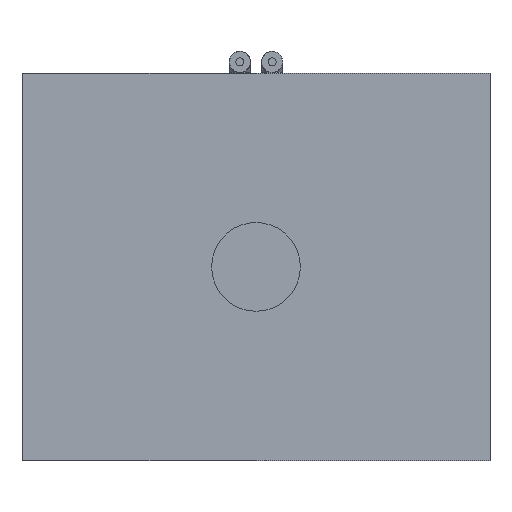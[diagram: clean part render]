
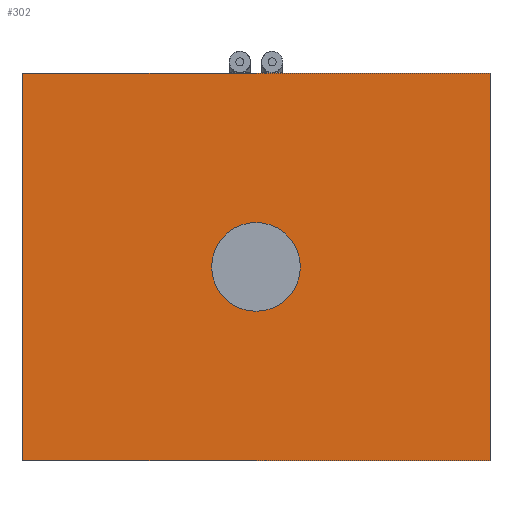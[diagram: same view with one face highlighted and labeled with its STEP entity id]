
A CAD part, left-side view. The second image highlights one B-rep face of the part: STEP entity #302.
In plain terms, the highlighted planar face has unit normal (-1, 0, 0).
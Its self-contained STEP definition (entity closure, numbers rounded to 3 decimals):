
#302 = ADVANCED_FACE( '', ( #591, #592 ), #593, .T. );
#591 = FACE_BOUND( '', #899, .T. );
#592 = FACE_OUTER_BOUND( '', #900, .T. );
#593 = PLANE( '', #901 );
#899 = EDGE_LOOP( '', ( #1398 ) );
#900 = EDGE_LOOP( '', ( #1399, #1400, #1401, #1402 ) );
#901 = AXIS2_PLACEMENT_3D( '', #1403, #1404, #1405 );
#1398 = ORIENTED_EDGE( '', *, *, #1768, .F. );
#1399 = ORIENTED_EDGE( '', *, *, #1796, .F. );
#1400 = ORIENTED_EDGE( '', *, *, #1797, .F. );
#1401 = ORIENTED_EDGE( '', *, *, #1798, .T. );
#1402 = ORIENTED_EDGE( '', *, *, #1742, .T. );
#1403 = CARTESIAN_POINT( '', ( -20., -14.5, -12. ) );
#1404 = DIRECTION( '', ( -1., 0., 0. ) );
#1405 = DIRECTION( '', ( 0., 0., 1. ) );
#1742 = EDGE_CURVE( '', #2043, #2040, #2044, .T. );
#1768 = EDGE_CURVE( '', #2080, #2080, #2081, .T. );
#1796 = EDGE_CURVE( '', #2119, #2040, #2120, .T. );
#1797 = EDGE_CURVE( '', #2121, #2119, #2122, .T. );
#1798 = EDGE_CURVE( '', #2121, #2043, #2123, .T. );
#2040 = VERTEX_POINT( '', #2513 );
#2043 = VERTEX_POINT( '', #2517 );
#2044 = LINE( '', #2518, #2519 );
#2080 = VERTEX_POINT( '', #2560 );
#2081 = CIRCLE( '', #2561, 2.75 );
#2119 = VERTEX_POINT( '', #2599 );
#2120 = LINE( '', #2600, #2601 );
#2121 = VERTEX_POINT( '', #2602 );
#2122 = LINE( '', #2603, #2604 );
#2123 = LINE( '', #2605, #2606 );
#2513 = CARTESIAN_POINT( '', ( -20., 14.5, 12. ) );
#2517 = CARTESIAN_POINT( '', ( -20., -14.5, 12. ) );
#2518 = CARTESIAN_POINT( '', ( -20., -14.5, 12. ) );
#2519 = VECTOR( '', #2861, 1000. );
#2560 = CARTESIAN_POINT( '', ( -20., 0., 2.75 ) );
#2561 = AXIS2_PLACEMENT_3D( '', #2897, #2898, #2899 );
#2599 = CARTESIAN_POINT( '', ( -20., 14.5, -12. ) );
#2600 = CARTESIAN_POINT( '', ( -20., 14.5, -12. ) );
#2601 = VECTOR( '', #2942, 1000. );
#2602 = CARTESIAN_POINT( '', ( -20., -14.5, -12. ) );
#2603 = CARTESIAN_POINT( '', ( -20., -14.5, -12. ) );
#2604 = VECTOR( '', #2943, 1000. );
#2605 = CARTESIAN_POINT( '', ( -20., -14.5, -12. ) );
#2606 = VECTOR( '', #2944, 1000. );
#2861 = DIRECTION( '', ( 0., 1., 0. ) );
#2897 = CARTESIAN_POINT( '', ( -20., 0., 0. ) );
#2898 = DIRECTION( '', ( -1., 0., 0. ) );
#2899 = DIRECTION( '', ( 0., 0., 1. ) );
#2942 = DIRECTION( '', ( 0., 0., 1. ) );
#2943 = DIRECTION( '', ( 0., 1., 0. ) );
#2944 = DIRECTION( '', ( 0., 0., 1. ) );
